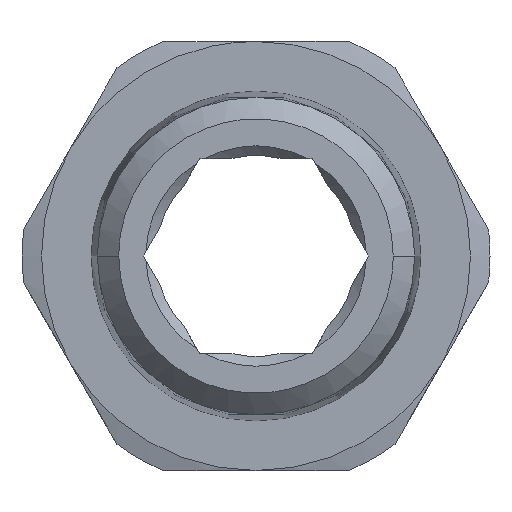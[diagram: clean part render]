
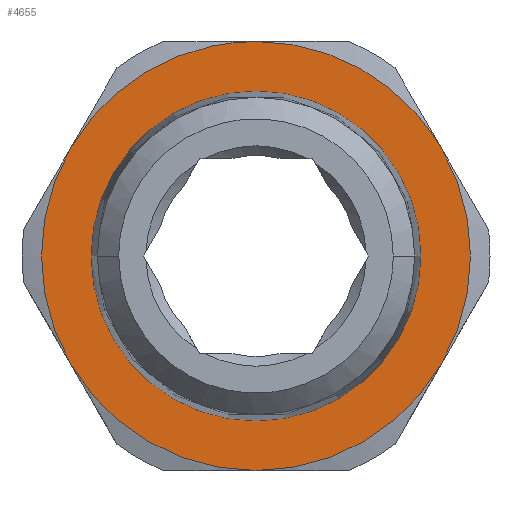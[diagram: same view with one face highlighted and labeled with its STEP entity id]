
A CAD part, front view. The second image highlights one B-rep face of the part: STEP entity #4655.
In plain terms, the highlighted planar face has unit normal (0, -1, 0).
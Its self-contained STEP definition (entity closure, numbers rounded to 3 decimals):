
#249=CARTESIAN_POINT('Vertex',(9.526,0.,-5.5)) ;
#3054=CARTESIAN_POINT('Vertex',(0.,0.,-11.)) ;
#3168=CARTESIAN_POINT('Vertex',(-9.526,0.,-5.5)) ;
#4325=CARTESIAN_POINT('Axis2P3D Location',(0.,0.,0.)) ;
#4329=CARTESIAN_POINT('Vertex',(8.458,0.,0.)) ;
#4331=CARTESIAN_POINT('Vertex',(-8.458,0.,0.)) ;
#4356=CARTESIAN_POINT('Axis2P3D Location',(0.,0.,0.)) ;
#4379=CARTESIAN_POINT('Vertex',(9.526,0.,5.5)) ;
#4382=CARTESIAN_POINT('Axis2P3D Location',(0.,0.,0.)) ;
#4400=CARTESIAN_POINT('Axis2P3D Location',(0.,0.,0.)) ;
#4417=CARTESIAN_POINT('Axis2P3D Location',(0.,0.,0.)) ;
#4434=CARTESIAN_POINT('Axis2P3D Location',(0.,0.,0.)) ;
#4438=CARTESIAN_POINT('Vertex',(-9.526,0.,5.5)) ;
#4608=CARTESIAN_POINT('Axis2P3D Location',(0.,0.,0.)) ;
#4614=CARTESIAN_POINT('Control Point',(0.,0.,11.)) ;
#4615=CARTESIAN_POINT('Control Point',(1.137,0.,11.)) ;
#4616=CARTESIAN_POINT('Control Point',(2.275,0.,10.853)) ;
#4617=CARTESIAN_POINT('Control Point',(3.387,0.,10.559)) ;
#4618=CARTESIAN_POINT('Control Point',(5.51,0.,9.69)) ;
#4619=CARTESIAN_POINT('Control Point',(7.342,0.,8.31)) ;
#4620=CARTESIAN_POINT('Control Point',(8.163,0.,7.505)) ;
#4621=CARTESIAN_POINT('Control Point',(8.889,0.,6.58)) ;
#4622=CARTESIAN_POINT('Control Point',(9.482,0.,5.575)) ;
#4623=CARTESIAN_POINT('Control Point',(9.497,0.,5.55)) ;
#4624=CARTESIAN_POINT('Control Point',(9.512,0.,5.525)) ;
#4625=CARTESIAN_POINT('Control Point',(9.526,0.,5.5)) ;
#4626=CARTESIAN_POINT('Vertex',(0.,0.,11.)) ;
#4630=CARTESIAN_POINT('Control Point',(-9.526,0.,5.5)) ;
#4631=CARTESIAN_POINT('Control Point',(-8.958,0.,6.485)) ;
#4632=CARTESIAN_POINT('Control Point',(-8.262,0.,7.396)) ;
#4633=CARTESIAN_POINT('Control Point',(-7.451,0.,8.213)) ;
#4634=CARTESIAN_POINT('Control Point',(-5.637,0.,9.617)) ;
#4635=CARTESIAN_POINT('Control Point',(-3.526,0.,10.513)) ;
#4636=CARTESIAN_POINT('Control Point',(-2.418,0.,10.822)) ;
#4637=CARTESIAN_POINT('Control Point',(-1.254,0.,10.988)) ;
#4638=CARTESIAN_POINT('Control Point',(-0.087,0.,11.)) ;
#4639=CARTESIAN_POINT('Control Point',(-0.058,0.,11.)) ;
#4640=CARTESIAN_POINT('Control Point',(-0.029,0.,11.)) ;
#4641=CARTESIAN_POINT('Control Point',(0.,0.,11.)) ;
#4326=DIRECTION('Axis2P3D Direction',(-0.,1.,0.)) ;
#4357=DIRECTION('Axis2P3D Direction',(-0.,1.,0.)) ;
#4383=DIRECTION('Axis2P3D Direction',(0.,1.,0.)) ;
#4401=DIRECTION('Axis2P3D Direction',(0.,1.,0.)) ;
#4418=DIRECTION('Axis2P3D Direction',(0.,1.,0.)) ;
#4435=DIRECTION('Axis2P3D Direction',(0.,1.,0.)) ;
#4609=DIRECTION('Axis2P3D Direction',(0.,-1.,0.)) ;
#4610=DIRECTION('Axis2P3D XDirection',(0.,0.,1.)) ;
#4327=AXIS2_PLACEMENT_3D('Circle Axis2P3D',#4325,#4326,$) ;
#4358=AXIS2_PLACEMENT_3D('Circle Axis2P3D',#4356,#4357,$) ;
#4384=AXIS2_PLACEMENT_3D('Circle Axis2P3D',#4382,#4383,$) ;
#4402=AXIS2_PLACEMENT_3D('Circle Axis2P3D',#4400,#4401,$) ;
#4419=AXIS2_PLACEMENT_3D('Circle Axis2P3D',#4417,#4418,$) ;
#4436=AXIS2_PLACEMENT_3D('Circle Axis2P3D',#4434,#4435,$) ;
#4611=AXIS2_PLACEMENT_3D('Plane Axis2P3D',#4608,#4609,#4610) ;
#4644=ORIENTED_EDGE('',*,*,#4440,.F.) ;
#4645=ORIENTED_EDGE('',*,*,#4421,.F.) ;
#4646=ORIENTED_EDGE('',*,*,#4404,.F.) ;
#4647=ORIENTED_EDGE('',*,*,#4386,.F.) ;
#4648=ORIENTED_EDGE('',*,*,#4628,.F.) ;
#4649=ORIENTED_EDGE('',*,*,#4642,.F.) ;
#4652=ORIENTED_EDGE('',*,*,#4360,.T.) ;
#4653=ORIENTED_EDGE('',*,*,#4333,.F.) ;
#4654=FACE_BOUND('',#4651,.T.) ;
#4655=ADVANCED_FACE('PN510B-12R38',(#4650,#4654),#4612,.T.) ;
#4613=B_SPLINE_CURVE_WITH_KNOTS('',5,(#4614,#4615,#4616,#4617,#4618,#4619,#4620,#4621,#4622,#4623,#4624,#4625),.UNSPECIFIED.,.F.,.U.,(6,3,3,6),(0.,8.042,16.085,16.29),.UNSPECIFIED.) ;
#4629=B_SPLINE_CURVE_WITH_KNOTS('',5,(#4630,#4631,#4632,#4633,#4634,#4635,#4636,#4637,#4638,#4639,#4640,#4641),.UNSPECIFIED.,.F.,.U.,(6,3,3,6),(0.,8.042,16.085,16.29),.UNSPECIFIED.) ;
#4328=CIRCLE('generated circle',#4327,8.458) ;
#4359=CIRCLE('generated circle',#4358,8.458) ;
#4385=CIRCLE('generated circle',#4384,11.) ;
#4403=CIRCLE('generated circle',#4402,11.) ;
#4420=CIRCLE('generated circle',#4419,11.) ;
#4437=CIRCLE('generated circle',#4436,11.) ;
#4333=EDGE_CURVE('',#4330,#4332,#4328,.F.) ;
#4360=EDGE_CURVE('',#4330,#4332,#4359,.T.) ;
#4386=EDGE_CURVE('',#4380,#250,#4385,.T.) ;
#4404=EDGE_CURVE('',#250,#3055,#4403,.T.) ;
#4421=EDGE_CURVE('',#3055,#3169,#4420,.T.) ;
#4440=EDGE_CURVE('',#3169,#4439,#4437,.T.) ;
#4628=EDGE_CURVE('',#4627,#4380,#4613,.T.) ;
#4642=EDGE_CURVE('',#4439,#4627,#4629,.T.) ;
#4643=EDGE_LOOP('',(#4644,#4645,#4646,#4647,#4648,#4649)) ;
#4651=EDGE_LOOP('',(#4652,#4653)) ;
#4650=FACE_OUTER_BOUND('',#4643,.T.) ;
#4612=PLANE('',#4611) ;
#250=VERTEX_POINT('',#249) ;
#3055=VERTEX_POINT('',#3054) ;
#3169=VERTEX_POINT('',#3168) ;
#4330=VERTEX_POINT('',#4329) ;
#4332=VERTEX_POINT('',#4331) ;
#4380=VERTEX_POINT('',#4379) ;
#4439=VERTEX_POINT('',#4438) ;
#4627=VERTEX_POINT('',#4626) ;
